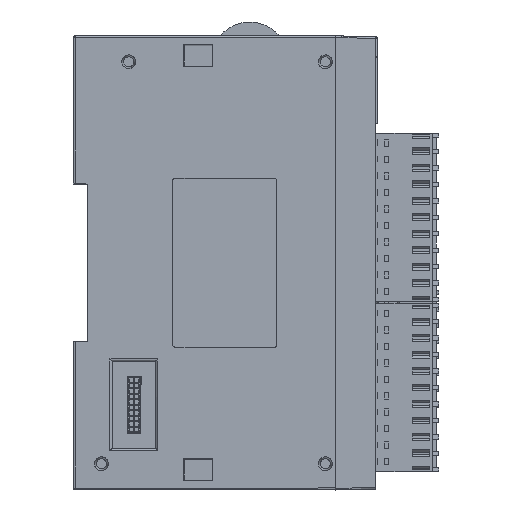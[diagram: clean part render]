
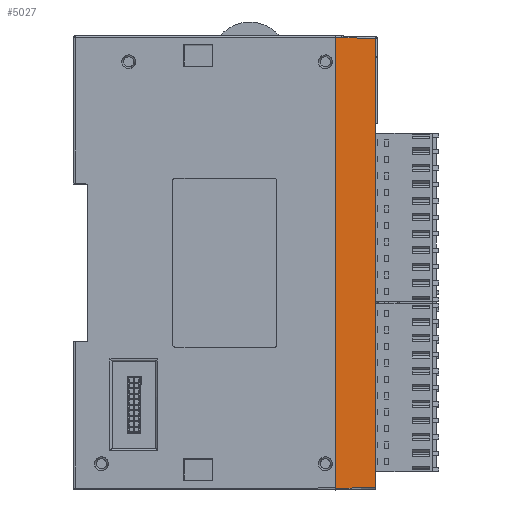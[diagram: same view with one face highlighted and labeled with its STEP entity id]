
A CAD part, left-side view. The second image highlights one B-rep face of the part: STEP entity #5027.
In plain terms, the highlighted planar face has unit normal (-1, -0.018, 0).
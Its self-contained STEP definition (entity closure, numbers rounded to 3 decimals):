
#5027=ADVANCED_FACE('',(#9775),#149623,.T.);
#9775=FACE_OUTER_BOUND('',#14812,.T.);
#14812=EDGE_LOOP('',(#49502,#49503,#49504,#49505,#49506,#49507));
#49502=ORIENTED_EDGE('',*,*,#86013,.T.);
#49503=ORIENTED_EDGE('',*,*,#86014,.T.);
#49504=ORIENTED_EDGE('',*,*,#86100,.T.);
#49505=ORIENTED_EDGE('',*,*,#86015,.T.);
#49506=ORIENTED_EDGE('',*,*,#86016,.T.);
#49507=ORIENTED_EDGE('',*,*,#86017,.T.);
#86013=EDGE_CURVE('',#144179,#144180,#116271,.T.);
#86014=EDGE_CURVE('',#144180,#144181,#116272,.T.);
#86015=EDGE_CURVE('',#144182,#144183,#116273,.T.);
#86016=EDGE_CURVE('',#144183,#144184,#116274,.T.);
#86017=EDGE_CURVE('',#144184,#144179,#116275,.T.);
#86100=EDGE_CURVE('',#144181,#144182,#116342,.T.);
#116271=B_SPLINE_CURVE_WITH_KNOTS('',3,(#249259,#249260,#249261,#249262),
 .UNSPECIFIED.,.F.,.F.,(4,4),(0.,9.207),.UNSPECIFIED.);
#116272=B_SPLINE_CURVE_WITH_KNOTS('',1,(#249263,#249264),.UNSPECIFIED.,
 .F.,.F.,(2,2),(0.,104.263),.UNSPECIFIED.);
#116273=B_SPLINE_CURVE_WITH_KNOTS('',1,(#249265,#249266),.UNSPECIFIED.,
 .F.,.F.,(2,2),(0.,99.709),.UNSPECIFIED.);
#116274=B_SPLINE_CURVE_WITH_KNOTS('',1,(#249267,#249268),.UNSPECIFIED.,
 .F.,.F.,(2,2),(0.,0.009),.UNSPECIFIED.);
#116275=B_SPLINE_CURVE_WITH_KNOTS('',1,(#249269,#249270),.UNSPECIFIED.,
 .F.,.F.,(2,2),(0.,4.234),.UNSPECIFIED.);
#116342=B_SPLINE_CURVE_WITH_KNOTS('',3,(#249528,#249529,#249530,#249531),
 .UNSPECIFIED.,.F.,.F.,(4,4),(-9.203,0.),.UNSPECIFIED.);
#144179=VERTEX_POINT('',#230176);
#144180=VERTEX_POINT('',#230177);
#144181=VERTEX_POINT('',#230178);
#144182=VERTEX_POINT('',#230179);
#144183=VERTEX_POINT('',#230180);
#144184=VERTEX_POINT('',#230181);
#149623=PLANE('',#154181);
#154181=AXIS2_PLACEMENT_3D('',#220861,#158781,$);
#158781=DIRECTION('',(-1.,-0.017,0.));
#220861=CARTESIAN_POINT('',(-53.322,-115.853,-74.199));
#230176=CARTESIAN_POINT('',(-53.145,-125.99,40.343));
#230177=CARTESIAN_POINT('',(-53.306,-116.786,40.503));
#230178=CARTESIAN_POINT('',(-53.306,-116.786,-63.76));
#230179=CARTESIAN_POINT('',(-53.145,-125.986,-63.6));
#230180=CARTESIAN_POINT('',(-53.145,-125.986,36.109));
#230181=CARTESIAN_POINT('',(-53.145,-125.995,36.109));
#249259=CARTESIAN_POINT('',(-53.145,-125.99,40.343));
#249260=CARTESIAN_POINT('',(-53.198,-122.919,40.396));
#249261=CARTESIAN_POINT('',(-53.252,-119.852,40.449));
#249262=CARTESIAN_POINT('',(-53.306,-116.786,40.503));
#249263=CARTESIAN_POINT('',(-53.306,-116.786,40.503));
#249264=CARTESIAN_POINT('',(-53.306,-116.786,-63.76));
#249265=CARTESIAN_POINT('',(-53.145,-125.986,-63.6));
#249266=CARTESIAN_POINT('',(-53.145,-125.986,36.109));
#249267=CARTESIAN_POINT('',(-53.145,-125.986,36.109));
#249268=CARTESIAN_POINT('',(-53.145,-125.995,36.109));
#249269=CARTESIAN_POINT('',(-53.145,-125.995,36.109));
#249270=CARTESIAN_POINT('',(-53.145,-125.99,40.343));
#249528=CARTESIAN_POINT('',(-53.306,-116.786,-63.76));
#249529=CARTESIAN_POINT('',(-53.252,-119.852,-63.707));
#249530=CARTESIAN_POINT('',(-53.198,-122.919,-63.653));
#249531=CARTESIAN_POINT('',(-53.145,-125.986,-63.6));
